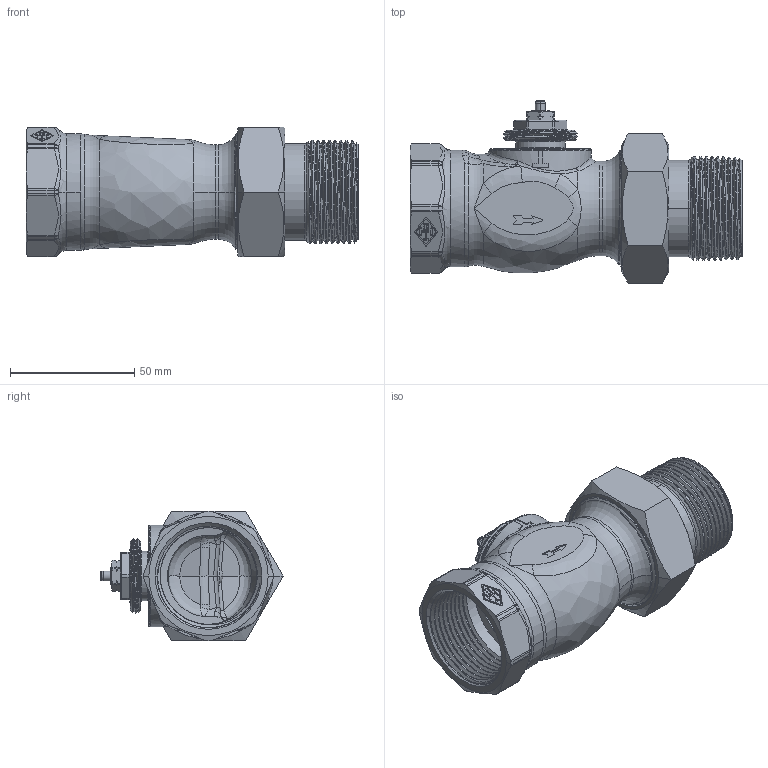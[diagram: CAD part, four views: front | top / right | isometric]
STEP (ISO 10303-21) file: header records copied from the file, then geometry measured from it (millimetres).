
FILE_DESCRIPTION((''),'2;1');
FILE_NAME('2002-05-000-GEWINDE-O_SW0004','2015-08-05T',('marann'),(''),'PRO/ENGINEER BY PARAMETRIC TECHNOLOGY CORPORATION, 2011490','PRO/ENGINEER BY PARAMETRIC TECHNOLOGY CORPORATION, 2011490','');
FILE_SCHEMA(('CONFIG_CONTROL_DESIGN'));
Products named in the file (1): 2002-05-000-GEWINDE-O_SW0004
Bounding box: 133.67 x 73.32 x 52.2 mm (x, y, z)
Volume: 111880.4 mm3; surface area: 57520.3 mm2
Topology: 1 solids, 1 shells, 881 faces, 2211 edges, 1366 vertices
Faces by surface type: cylinder 256, plane 247, bspline 184, cone 98, torus 76, sphere 20
Entity records: 56276 total; most frequent: CARTESIAN_POINT 36723, ORIENTED_EDGE 4414, DIRECTION 3622, EDGE_CURVE 2207, AXIS2_PLACEMENT_3D 1409, VERTEX_POINT 1366, EDGE_LOOP 925, FACE_OUTER_BOUND 881
